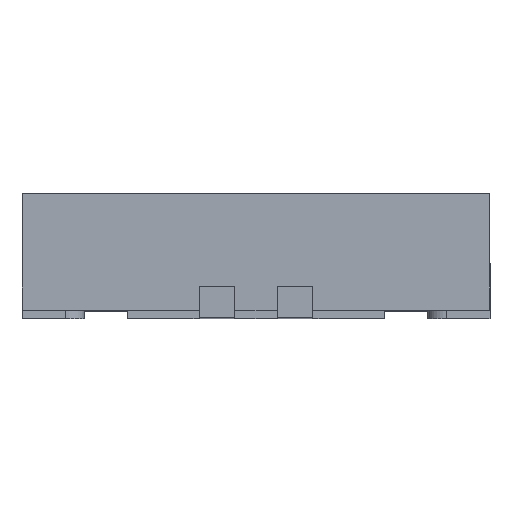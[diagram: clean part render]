
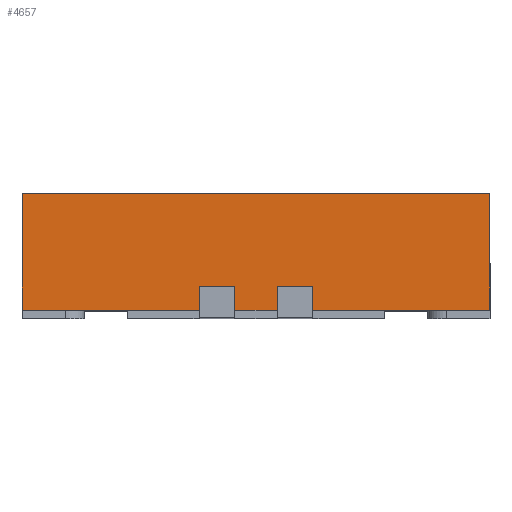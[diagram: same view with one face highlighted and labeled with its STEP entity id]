
A CAD part, top view. The second image highlights one B-rep face of the part: STEP entity #4657.
In plain terms, the highlighted planar face has unit normal (0, 0, 1).
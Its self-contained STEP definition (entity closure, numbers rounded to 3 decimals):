
#3 = DIRECTION ( 'NONE',  ( 1., 0., 0. ) ) ;
#45 = VERTEX_POINT ( 'NONE', #3732 ) ;
#119 = DIRECTION ( 'NONE',  ( 0., -1., 0. ) ) ;
#175 = CARTESIAN_POINT ( 'NONE',  ( 0.135, 0.2, 1.5 ) ) ;
#254 = VECTOR ( 'NONE', #3, 1000. ) ;
#437 = LINE ( 'NONE', #2678, #3299 ) ;
#487 = CARTESIAN_POINT ( 'NONE',  ( -0.135, 0.05, 1.5 ) ) ;
#523 = DIRECTION ( 'NONE',  ( -1., 0., 0. ) ) ;
#688 = EDGE_LOOP ( 'NONE', ( #4714, #5395, #5203, #2204, #2218, #1994, #5767, #1782, #4158, #2007, #3944, #3002 ) ) ;
#774 = EDGE_CURVE ( 'NONE', #1494, #4593, #437, .T. ) ;
#919 = CARTESIAN_POINT ( 'NONE',  ( 0.365, 0.2, 1.5 ) ) ;
#940 = CARTESIAN_POINT ( 'NONE',  ( 1.5, 0.8, 1.5 ) ) ;
#951 = LINE ( 'NONE', #1331, #3646 ) ;
#954 = CARTESIAN_POINT ( 'NONE',  ( 0.135, 0.05, 1.5 ) ) ;
#1122 = VECTOR ( 'NONE', #2486, 1000. ) ;
#1214 = DIRECTION ( 'NONE',  ( 1., 0., 0. ) ) ;
#1294 = CARTESIAN_POINT ( 'NONE',  ( -1.5, 0.8, 1.5 ) ) ;
#1314 = DIRECTION ( 'NONE',  ( -1., 0., 0. ) ) ;
#1331 = CARTESIAN_POINT ( 'NONE',  ( 1.5, 0.05, 1.5 ) ) ;
#1368 = DIRECTION ( 'NONE',  ( 0., -1., 0. ) ) ;
#1403 = VERTEX_POINT ( 'NONE', #1294 ) ;
#1492 = CARTESIAN_POINT ( 'NONE',  ( 0.135, 0.2, 1.5 ) ) ;
#1494 = VERTEX_POINT ( 'NONE', #919 ) ;
#1564 = VECTOR ( 'NONE', #1214, 1000. ) ;
#1782 = ORIENTED_EDGE ( 'NONE', *, *, #4297, .F. ) ;
#1789 = DIRECTION ( 'NONE',  ( 0., -1., 0. ) ) ;
#1791 = LINE ( 'NONE', #3297, #5221 ) ;
#1804 = CARTESIAN_POINT ( 'NONE',  ( -0.365, 0.2, 1.5 ) ) ;
#1850 = CARTESIAN_POINT ( 'NONE',  ( -0.135, 0.2, 1.5 ) ) ;
#1902 = VECTOR ( 'NONE', #4872, 1000. ) ;
#1913 = VERTEX_POINT ( 'NONE', #4067 ) ;
#1929 = FACE_OUTER_BOUND ( 'NONE', #688, .T. ) ;
#1994 = ORIENTED_EDGE ( 'NONE', *, *, #4632, .T. ) ;
#2007 = ORIENTED_EDGE ( 'NONE', *, *, #5322, .T. ) ;
#2062 = LINE ( 'NONE', #5588, #5123 ) ;
#2160 = EDGE_CURVE ( 'NONE', #1913, #2644, #5551, .T. ) ;
#2167 = EDGE_CURVE ( 'NONE', #1403, #1913, #4044, .T. ) ;
#2204 = ORIENTED_EDGE ( 'NONE', *, *, #2160, .F. ) ;
#2218 = ORIENTED_EDGE ( 'NONE', *, *, #2167, .F. ) ;
#2230 = DIRECTION ( 'NONE',  ( 1., 0., 0. ) ) ;
#2486 = DIRECTION ( 'NONE',  ( 0., -1., 0. ) ) ;
#2644 = VERTEX_POINT ( 'NONE', #4004 ) ;
#2656 = EDGE_CURVE ( 'NONE', #4042, #45, #3679, .T. ) ;
#2678 = CARTESIAN_POINT ( 'NONE',  ( 0.365, 0.2, 1.5 ) ) ;
#2737 = VERTEX_POINT ( 'NONE', #954 ) ;
#2738 = CARTESIAN_POINT ( 'NONE',  ( -0.365, 0.2, 1.5 ) ) ;
#2772 = VECTOR ( 'NONE', #1314, 1000. ) ;
#2839 = PLANE ( 'NONE',  #5112 ) ;
#3002 = ORIENTED_EDGE ( 'NONE', *, *, #3410, .F. ) ;
#3169 = VERTEX_POINT ( 'NONE', #1804 ) ;
#3259 = DIRECTION ( 'NONE',  ( 0., 0., -1. ) ) ;
#3288 = VECTOR ( 'NONE', #1789, 1000. ) ;
#3297 = CARTESIAN_POINT ( 'NONE',  ( -1.5, 5.843, 1.5 ) ) ;
#3299 = VECTOR ( 'NONE', #3566, 1000. ) ;
#3316 = DIRECTION ( 'NONE',  ( 0., -1., 0. ) ) ;
#3407 = VECTOR ( 'NONE', #1368, 1000. ) ;
#3410 = EDGE_CURVE ( 'NONE', #4593, #2737, #5606, .T. ) ;
#3491 = CARTESIAN_POINT ( 'NONE',  ( 1.5, 0.05, 1.5 ) ) ;
#3563 = CARTESIAN_POINT ( 'NONE',  ( -0.365, 0.2, 1.5 ) ) ;
#3566 = DIRECTION ( 'NONE',  ( -1., 0., 0. ) ) ;
#3646 = VECTOR ( 'NONE', #2230, 1000. ) ;
#3679 = LINE ( 'NONE', #3491, #1902 ) ;
#3732 = CARTESIAN_POINT ( 'NONE',  ( -0.365, 0.05, 1.5 ) ) ;
#3795 = LINE ( 'NONE', #2738, #3288 ) ;
#3836 = DIRECTION ( 'NONE',  ( 0., -1., 0. ) ) ;
#3843 = VECTOR ( 'NONE', #3836, 1000. ) ;
#3944 = ORIENTED_EDGE ( 'NONE', *, *, #4288, .T. ) ;
#4004 = CARTESIAN_POINT ( 'NONE',  ( 1.5, 0.05, 1.5 ) ) ;
#4042 = VERTEX_POINT ( 'NONE', #4787 ) ;
#4044 = LINE ( 'NONE', #940, #254 ) ;
#4067 = CARTESIAN_POINT ( 'NONE',  ( 1.5, 0.8, 1.5 ) ) ;
#4084 = CARTESIAN_POINT ( 'NONE',  ( 1.5, 5.843, 1.5 ) ) ;
#4158 = ORIENTED_EDGE ( 'NONE', *, *, #5587, .F. ) ;
#4288 = EDGE_CURVE ( 'NONE', #5711, #2737, #951, .T. ) ;
#4297 = EDGE_CURVE ( 'NONE', #3169, #45, #3795, .T. ) ;
#4593 = VERTEX_POINT ( 'NONE', #1492 ) ;
#4632 = EDGE_CURVE ( 'NONE', #1403, #4042, #1791, .T. ) ;
#4657 = ADVANCED_FACE ( 'NONE', ( #1929 ), #2839, .F. ) ;
#4690 = LINE ( 'NONE', #3563, #2772 ) ;
#4714 = ORIENTED_EDGE ( 'NONE', *, *, #774, .F. ) ;
#4725 = CARTESIAN_POINT ( 'NONE',  ( -0.135, 0.2, 1.5 ) ) ;
#4787 = CARTESIAN_POINT ( 'NONE',  ( -1.5, 0.05, 1.5 ) ) ;
#4872 = DIRECTION ( 'NONE',  ( 1., 0., 0. ) ) ;
#5112 = AXIS2_PLACEMENT_3D ( 'NONE', #5561, #3259, #523 ) ;
#5123 = VECTOR ( 'NONE', #119, 1000. ) ;
#5203 = ORIENTED_EDGE ( 'NONE', *, *, #5496, .T. ) ;
#5221 = VECTOR ( 'NONE', #3316, 1000. ) ;
#5322 = EDGE_CURVE ( 'NONE', #5918, #5711, #5705, .T. ) ;
#5340 = LINE ( 'NONE', #5816, #1564 ) ;
#5395 = ORIENTED_EDGE ( 'NONE', *, *, #5406, .T. ) ;
#5406 = EDGE_CURVE ( 'NONE', #1494, #5554, #2062, .T. ) ;
#5496 = EDGE_CURVE ( 'NONE', #5554, #2644, #5340, .T. ) ;
#5551 = LINE ( 'NONE', #4084, #3407 ) ;
#5554 = VERTEX_POINT ( 'NONE', #5766 ) ;
#5561 = CARTESIAN_POINT ( 'NONE',  ( 1.5, 5.843, 1.5 ) ) ;
#5587 = EDGE_CURVE ( 'NONE', #5918, #3169, #4690, .T. ) ;
#5588 = CARTESIAN_POINT ( 'NONE',  ( 0.365, 0.2, 1.5 ) ) ;
#5606 = LINE ( 'NONE', #175, #1122 ) ;
#5705 = LINE ( 'NONE', #4725, #3843 ) ;
#5711 = VERTEX_POINT ( 'NONE', #487 ) ;
#5766 = CARTESIAN_POINT ( 'NONE',  ( 0.365, 0.05, 1.5 ) ) ;
#5767 = ORIENTED_EDGE ( 'NONE', *, *, #2656, .T. ) ;
#5816 = CARTESIAN_POINT ( 'NONE',  ( 1.5, 0.05, 1.5 ) ) ;
#5918 = VERTEX_POINT ( 'NONE', #1850 ) ;
